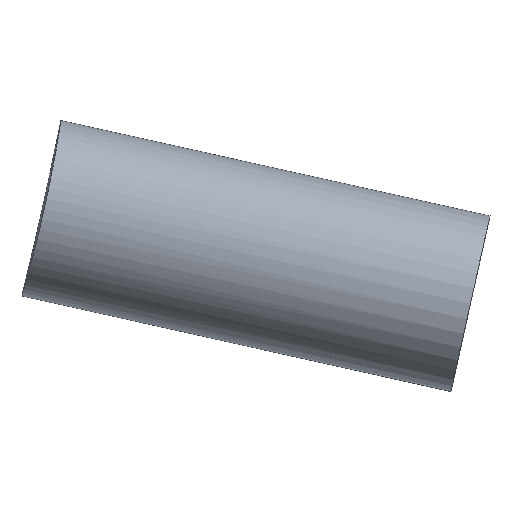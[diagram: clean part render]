
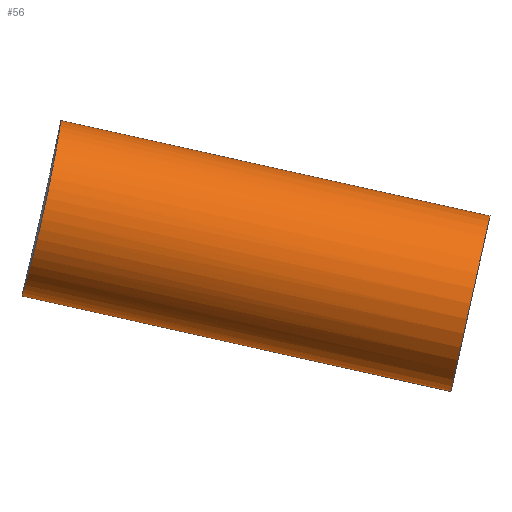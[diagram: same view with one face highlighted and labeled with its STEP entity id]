
A CAD part, front view. The second image highlights one B-rep face of the part: STEP entity #56.
In plain terms, the highlighted cylindrical face has radius 11.113 mm (diameter 22.225 mm), a full revolution.
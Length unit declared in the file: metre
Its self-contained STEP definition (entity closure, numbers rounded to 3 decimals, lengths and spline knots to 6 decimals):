
#14=B_SPLINE_CURVE_WITH_KNOTS('',3,(#106,#107,#108,#109,#110,#111,#112,
#113,#114,#115,#116,#117,#118,#119,#120,#121,#122,#123,#124),
 .UNSPECIFIED.,.T.,.F.,(1,1,1,1,1,1,1,1,1,1,1,1,1,1,1,1,1,1,1,1,1,1,1),
(-0.01303,-0.008687,-0.004343,0.,
0.004343,0.008687,0.01303,0.017374,
0.021717,0.02606,0.030404,0.034747,
0.039091,0.043434,0.047777,0.052121,
0.056464,0.060808,0.065151,0.069494,
0.073838,0.078181,0.082525),.UNSPECIFIED.);
#15=CYLINDRICAL_SURFACE('',#77,0.011113);
#18=ORIENTED_EDGE('',*,*,#25,.F.);
#19=ORIENTED_EDGE('',*,*,#26,.T.);
#25=EDGE_CURVE('',#29,#29,#33,.T.);
#26=EDGE_CURVE('',#30,#30,#14,.T.);
#29=VERTEX_POINT('',#104);
#30=VERTEX_POINT('',#125);
#33=CIRCLE('',#76,0.011113);
#37=EDGE_LOOP('',(#18));
#38=EDGE_LOOP('',(#19));
#45=FACE_BOUND('',#37,.T.);
#46=FACE_BOUND('',#38,.T.);
#56=ADVANCED_FACE('',(#45,#46),#15,.T.);
#76=AXIS2_PLACEMENT_3D('',#103,#87,#88);
#77=AXIS2_PLACEMENT_3D('',#105,#89,#90);
#87=DIRECTION('',(0.976,0.,-0.217));
#88=DIRECTION('',(-0.217,0.,-0.976));
#89=DIRECTION('',(0.976,0.,-0.217));
#90=DIRECTION('',(-0.217,0.,-0.976));
#103=CARTESIAN_POINT('',(-0.163393,0.,0.509454));
#104=CARTESIAN_POINT('',(-0.165808,0.,0.498607));
#105=CARTESIAN_POINT('',(-0.222372,0.,0.522588));
#106=CARTESIAN_POINT('',(-0.218654,-0.004381,0.510974));
#107=CARTESIAN_POINT('',(-0.2189,0.000004,0.510131));
#108=CARTESIAN_POINT('',(-0.218656,0.004367,0.51097));
#109=CARTESIAN_POINT('',(-0.217987,0.008063,0.513353));
#110=CARTESIAN_POINT('',(-0.217053,0.010532,0.51693));
#111=CARTESIAN_POINT('',(-0.216052,0.011402,0.521174));
#112=CARTESIAN_POINT('',(-0.215161,0.010537,0.525445));
#113=CARTESIAN_POINT('',(-0.214491,0.008067,0.529089));
#114=CARTESIAN_POINT('',(-0.214088,0.004366,0.531534));
#115=CARTESIAN_POINT('',(-0.213955,0.000004,0.532394));
#116=CARTESIAN_POINT('',(-0.214088,-0.004357,0.531537));
#117=CARTESIAN_POINT('',(-0.214489,-0.008054,0.5291));
#118=CARTESIAN_POINT('',(-0.215157,-0.010528,0.525465));
#119=CARTESIAN_POINT('',(-0.216048,-0.011403,0.521192));
#120=CARTESIAN_POINT('',(-0.217051,-0.010537,0.516938));
#121=CARTESIAN_POINT('',(-0.217986,-0.008067,0.513358));
#122=CARTESIAN_POINT('',(-0.218654,-0.004381,0.510974));
#123=CARTESIAN_POINT('',(-0.2189,0.000004,0.510131));
#124=CARTESIAN_POINT('',(-0.218656,0.004367,0.51097));
#125=CARTESIAN_POINT('',(-0.218818,0.,0.510411));
